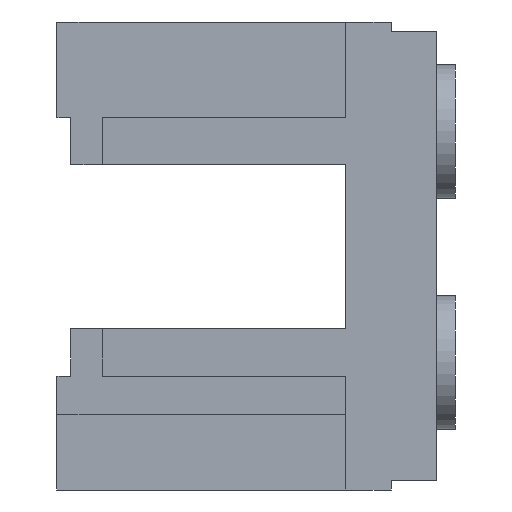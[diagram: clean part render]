
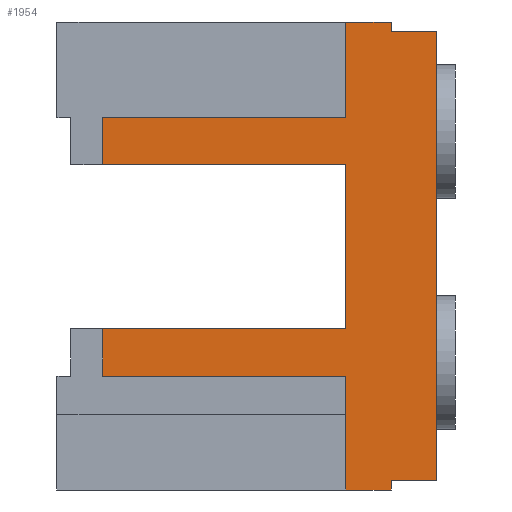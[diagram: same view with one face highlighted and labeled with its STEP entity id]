
A CAD part, left-side view. The second image highlights one B-rep face of the part: STEP entity #1954.
In plain terms, the highlighted planar face has unit normal (-1, 0, 0).
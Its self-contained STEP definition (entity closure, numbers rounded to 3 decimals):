
#1954=ADVANCED_FACE('',(#3408),#2686,.T.);
#2686=PLANE('',#19866);
#3408=FACE_OUTER_BOUND('',#4629,.T.);
#4629=EDGE_LOOP('',(#9828,#9829,#9830,#9831,#9832,#9833,#9834,#9835,#9836,
#9837,#9838,#9839,#9840,#9841,#9842,#9843));
#9828=ORIENTED_EDGE('',*,*,#14889,.T.);
#9829=ORIENTED_EDGE('',*,*,#14761,.T.);
#9830=ORIENTED_EDGE('',*,*,#14776,.F.);
#9831=ORIENTED_EDGE('',*,*,#14783,.T.);
#9832=ORIENTED_EDGE('',*,*,#14790,.T.);
#9833=ORIENTED_EDGE('',*,*,#14831,.T.);
#9834=ORIENTED_EDGE('',*,*,#14823,.F.);
#9835=ORIENTED_EDGE('',*,*,#14814,.T.);
#9836=ORIENTED_EDGE('',*,*,#14803,.T.);
#9837=ORIENTED_EDGE('',*,*,#14890,.T.);
#9838=ORIENTED_EDGE('',*,*,#14891,.T.);
#9839=ORIENTED_EDGE('',*,*,#14892,.T.);
#9840=ORIENTED_EDGE('',*,*,#14893,.T.);
#9841=ORIENTED_EDGE('',*,*,#14894,.T.);
#9842=ORIENTED_EDGE('',*,*,#14564,.T.);
#9843=ORIENTED_EDGE('',*,*,#14887,.T.);
#12176=VERTEX_POINT('',#29582);
#12177=VERTEX_POINT('',#29584);
#12322=VERTEX_POINT('',#29992);
#12323=VERTEX_POINT('',#29993);
#12333=VERTEX_POINT('',#30028);
#12336=VERTEX_POINT('',#30040);
#12340=VERTEX_POINT('',#30054);
#12351=VERTEX_POINT('',#30082);
#12352=VERTEX_POINT('',#30084);
#12359=VERTEX_POINT('',#30105);
#12366=VERTEX_POINT('',#30130);
#12405=VERTEX_POINT('',#30253);
#12406=VERTEX_POINT('',#30260);
#12407=VERTEX_POINT('',#30262);
#12408=VERTEX_POINT('',#30264);
#12409=VERTEX_POINT('',#30266);
#14564=EDGE_CURVE('',#12177,#12176,#16168,.T.);
#14761=EDGE_CURVE('',#12322,#12323,#16304,.T.);
#14776=EDGE_CURVE('',#12333,#12323,#16316,.T.);
#14783=EDGE_CURVE('',#12333,#12336,#16323,.T.);
#14790=EDGE_CURVE('',#12336,#12340,#16329,.T.);
#14803=EDGE_CURVE('',#12352,#12351,#16342,.T.);
#14814=EDGE_CURVE('',#12359,#12352,#16352,.T.);
#14823=EDGE_CURVE('',#12359,#12366,#16359,.T.);
#14831=EDGE_CURVE('',#12340,#12366,#16366,.T.);
#14887=EDGE_CURVE('',#12176,#12405,#16422,.T.);
#14889=EDGE_CURVE('',#12405,#12322,#16424,.T.);
#14890=EDGE_CURVE('',#12351,#12406,#16425,.T.);
#14891=EDGE_CURVE('',#12406,#12407,#16426,.T.);
#14892=EDGE_CURVE('',#12407,#12408,#16427,.T.);
#14893=EDGE_CURVE('',#12408,#12409,#16428,.T.);
#14894=EDGE_CURVE('',#12409,#12177,#16429,.T.);
#16168=LINE('',#29583,#17692);
#16304=LINE('',#29991,#17828);
#16316=LINE('',#30029,#17840);
#16323=LINE('',#30041,#17847);
#16329=LINE('',#30055,#17853);
#16342=LINE('',#30083,#17866);
#16352=LINE('',#30104,#17876);
#16359=LINE('',#30129,#17883);
#16366=LINE('',#30145,#17890);
#16422=LINE('',#30254,#17946);
#16424=LINE('',#30257,#17948);
#16425=LINE('',#30259,#17949);
#16426=LINE('',#30261,#17950);
#16427=LINE('',#30263,#17951);
#16428=LINE('',#30265,#17952);
#16429=LINE('',#30267,#17953);
#17692=VECTOR('',#24443,1.);
#17828=VECTOR('',#24833,1.);
#17840=VECTOR('',#24859,1.);
#17847=VECTOR('',#24870,1.);
#17853=VECTOR('',#24884,1.);
#17866=VECTOR('',#24905,1.);
#17876=VECTOR('',#24923,1.);
#17883=VECTOR('',#24938,1.);
#17890=VECTOR('',#24955,1.);
#17946=VECTOR('',#25045,1.);
#17948=VECTOR('',#25049,1.);
#17949=VECTOR('',#25052,1.);
#17950=VECTOR('',#25053,1.);
#17951=VECTOR('',#25054,1.);
#17952=VECTOR('',#25055,1.);
#17953=VECTOR('',#25056,1.);
#19866=AXIS2_PLACEMENT_3D('',#30268,#25057,#25058);
#24443=DIRECTION('',(0.,0.,1.));
#24833=DIRECTION('',(0.,1.,0.));
#24859=DIRECTION('',(0.,0.,1.));
#24870=DIRECTION('',(0.,-1.,0.));
#24884=DIRECTION('',(0.,0.,-1.));
#24905=DIRECTION('',(0.,0.,-1.));
#24923=DIRECTION('',(0.,-1.,0.));
#24938=DIRECTION('',(0.,0.,1.));
#24955=DIRECTION('',(0.,1.,0.));
#25045=DIRECTION('',(0.,1.,0.));
#25049=DIRECTION('',(0.,0.,-1.));
#25052=DIRECTION('',(0.,-1.,0.));
#25053=DIRECTION('',(0.,0.,1.));
#25054=DIRECTION('',(0.,-1.,0.));
#25055=DIRECTION('',(0.,0.,1.));
#25056=DIRECTION('',(0.,1.,0.));
#25057=DIRECTION('',(-1.,0.,0.));
#25058=DIRECTION('',(0.,-1.,0.));
#29582=CARTESIAN_POINT('',(-47.5,1.5,7.7));
#29583=CARTESIAN_POINT('',(-47.5,1.5,7.4));
#29584=CARTESIAN_POINT('',(-47.5,1.5,7.4));
#29991=CARTESIAN_POINT('',(-47.5,3.,4.55));
#29992=CARTESIAN_POINT('',(-47.5,3.,4.55));
#29993=CARTESIAN_POINT('',(-47.5,11.,4.55));
#30028=CARTESIAN_POINT('',(-47.5,11.,3.));
#30029=CARTESIAN_POINT('',(-47.5,11.,3.));
#30040=CARTESIAN_POINT('',(-47.5,3.,3.));
#30041=CARTESIAN_POINT('',(-47.5,11.,3.));
#30054=CARTESIAN_POINT('',(-47.5,3.,-2.4));
#30055=CARTESIAN_POINT('',(-47.5,3.,3.));
#30082=CARTESIAN_POINT('',(-47.5,3.,-7.7));
#30083=CARTESIAN_POINT('',(-47.5,3.,-3.95));
#30084=CARTESIAN_POINT('',(-47.5,3.,-3.95));
#30104=CARTESIAN_POINT('',(-47.5,11.,-3.95));
#30105=CARTESIAN_POINT('',(-47.5,11.,-3.95));
#30129=CARTESIAN_POINT('',(-47.5,11.,-3.95));
#30130=CARTESIAN_POINT('',(-47.5,11.,-2.4));
#30145=CARTESIAN_POINT('',(-47.5,3.,-2.4));
#30253=CARTESIAN_POINT('',(-47.5,3.,7.7));
#30254=CARTESIAN_POINT('',(-47.5,1.5,7.7));
#30257=CARTESIAN_POINT('',(-47.5,3.,7.7));
#30259=CARTESIAN_POINT('',(-47.5,3.,-7.7));
#30260=CARTESIAN_POINT('',(-47.5,1.5,-7.7));
#30261=CARTESIAN_POINT('',(-47.5,1.5,-7.7));
#30262=CARTESIAN_POINT('',(-47.5,1.5,-7.4));
#30263=CARTESIAN_POINT('',(-47.5,1.5,-7.4));
#30264=CARTESIAN_POINT('',(-47.5,0.,-7.4));
#30265=CARTESIAN_POINT('',(-47.5,0.,-7.4));
#30266=CARTESIAN_POINT('',(-47.5,0.,7.4));
#30267=CARTESIAN_POINT('',(-47.5,0.,7.4));
#30268=CARTESIAN_POINT('',(-47.5,11.,-7.7));
